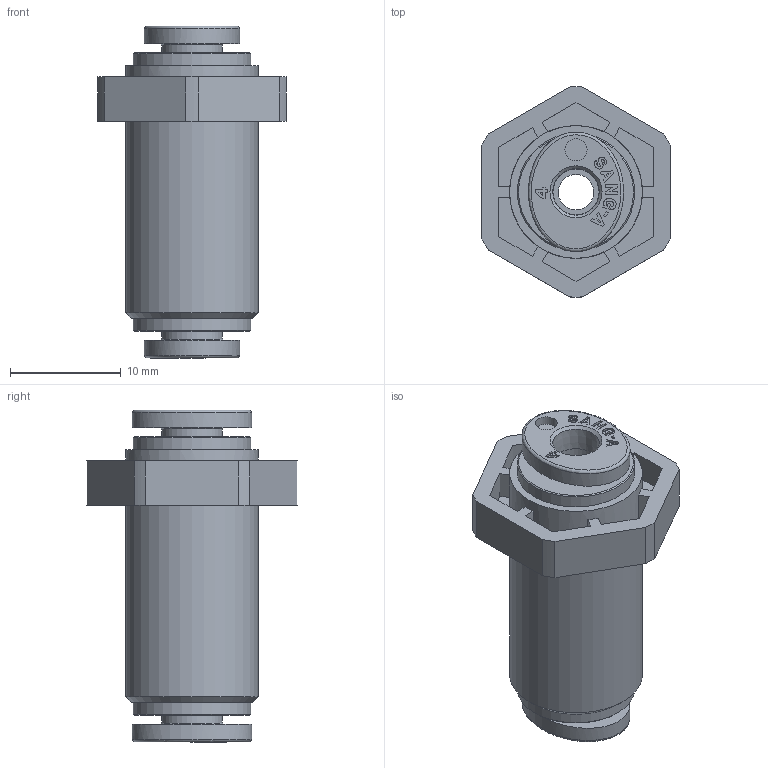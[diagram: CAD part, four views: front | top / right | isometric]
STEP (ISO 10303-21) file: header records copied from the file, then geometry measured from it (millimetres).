
FILE_DESCRIPTION((''),'2;1');
FILE_NAME('CR-PPM 04.stp','2020-08-25T15:47:49',('user'),(''),'Autodesk Inventor 2013','Autodesk Inventor 2013','');
FILE_SCHEMA(('AUTOMOTIVE_DESIGN { 1 0 10303 214 1 1 1 1 }'));
Length unit declared in the file: millimetre
Products named in the file (5): 조립품17; CR-PPM 04 BODY; CR-COLLAR 04; HR-Collar 04L(SUS); CR-SLEEVE 04
Assembly tree (5 placements, depth 3):
  조립품17
    CR-PPM 04 BODY
    CR-COLLAR 04  x2
      HR-Collar 04L(SUS)
      CR-SLEEVE 04
Bounding box: 17 x 19 x 30 mm (x, y, z)
Volume: 3057.6 mm3; surface area: 2767 mm2
Topology: 5 solids, 5 shells, 290 faces, 753 edges, 501 vertices
Faces by surface type: plane 210, bspline 40, cylinder 31, cone 9
Full cylindrical faces by diameter (mm): 2 x2, 3.2 x1, 4.179 x2, 4.2 x2, 5.5 x2, 10.6 x2, 12 x2
Entity records: 5656 total; most frequent: CARTESIAN_POINT 1337, ORIENTED_EDGE 858, DIRECTION 848, EDGE_CURVE 429, VECTOR 330, LINE 330, VERTEX_POINT 294, AXIS2_PLACEMENT_3D 259
